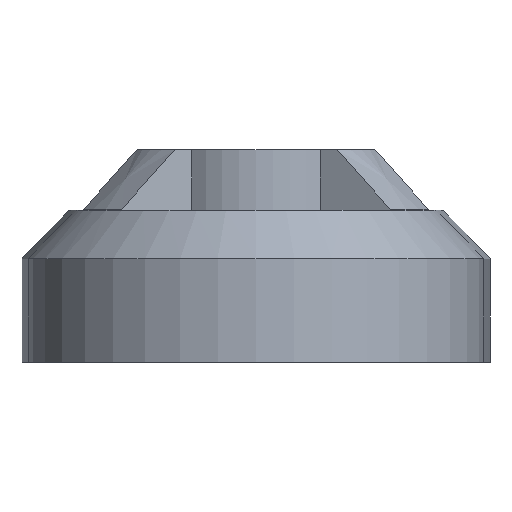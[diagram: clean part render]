
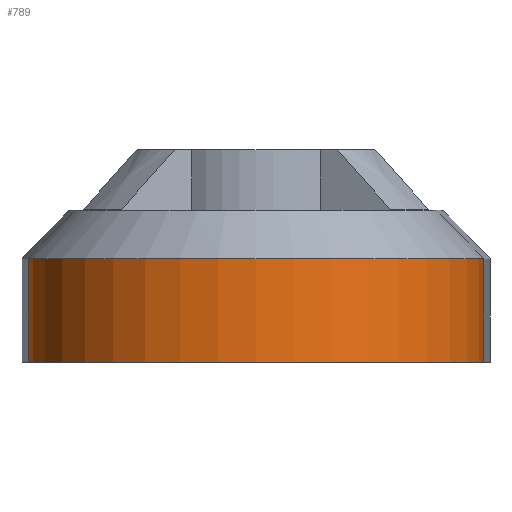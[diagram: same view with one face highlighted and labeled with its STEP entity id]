
A CAD part, front view. The second image highlights one B-rep face of the part: STEP entity #789.
In plain terms, the highlighted cylindrical face has radius 65.023 mm (diameter 130.046 mm), a partial arc.
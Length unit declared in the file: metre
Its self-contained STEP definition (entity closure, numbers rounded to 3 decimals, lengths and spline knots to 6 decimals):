
#48=CYLINDRICAL_SURFACE('',#860,0.065023);
#74=CIRCLE('',#854,0.065023);
#78=CIRCLE('',#861,0.065023);
#140=ORIENTED_EDGE('',*,*,#356,.F.);
#141=ORIENTED_EDGE('',*,*,#361,.T.);
#142=ORIENTED_EDGE('',*,*,#342,.T.);
#143=ORIENTED_EDGE('',*,*,#350,.T.);
#342=EDGE_CURVE('',#450,#453,#529,.T.);
#350=EDGE_CURVE('',#453,#460,#74,.T.);
#356=EDGE_CURVE('',#465,#460,#534,.T.);
#361=EDGE_CURVE('',#465,#450,#78,.T.);
#450=VERTEX_POINT('',#1183);
#453=VERTEX_POINT('',#1191);
#460=VERTEX_POINT('',#1207);
#465=VERTEX_POINT('',#1219);
#529=LINE('',#1192,#587);
#534=LINE('',#1220,#592);
#587=VECTOR('',#948,1.);
#592=VECTOR('',#975,1.);
#653=EDGE_LOOP('',(#140,#141,#142,#143));
#721=FACE_BOUND('',#653,.T.);
#789=ADVANCED_FACE('',(#721),#48,.T.);
#854=AXIS2_PLACEMENT_3D('',#1209,#965,#966);
#860=AXIS2_PLACEMENT_3D('',#1230,#984,#985);
#861=AXIS2_PLACEMENT_3D('',#1231,#986,#987);
#948=DIRECTION('',(0.,0.,-1.));
#965=DIRECTION('',(0.,0.,1.));
#966=DIRECTION('',(-1.,0.,0.));
#975=DIRECTION('',(0.,0.,-1.));
#984=DIRECTION('',(0.,0.,-1.));
#985=DIRECTION('',(-1.,0.,0.));
#986=DIRECTION('',(0.,0.,-1.));
#987=DIRECTION('',(-1.,0.,0.));
#1183=CARTESIAN_POINT('',(-0.05675,-0.212347,-0.005573));
#1191=CARTESIAN_POINT('',(-0.05675,-0.212347,-0.035187));
#1192=CARTESIAN_POINT('',(-0.05675,-0.212347,0.));
#1207=CARTESIAN_POINT('',(0.073144,-0.212347,-0.035187));
#1209=CARTESIAN_POINT('',(0.008197,-0.209214,-0.035187));
#1219=CARTESIAN_POINT('',(0.073144,-0.212347,-0.005573));
#1220=CARTESIAN_POINT('',(0.073144,-0.212347,0.));
#1230=CARTESIAN_POINT('',(0.008197,-0.209214,0.008162));
#1231=CARTESIAN_POINT('',(0.008197,-0.209214,-0.005573));
